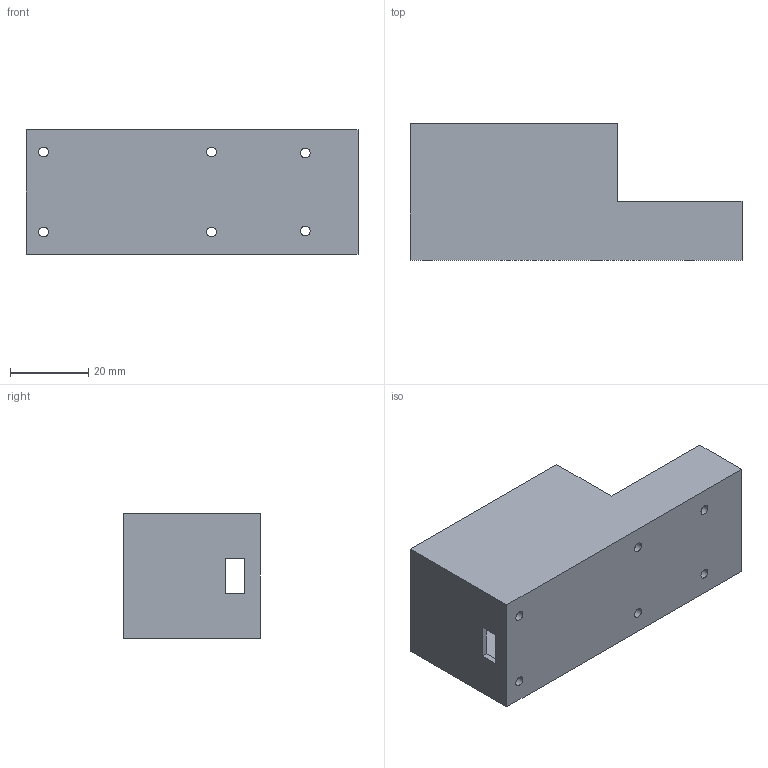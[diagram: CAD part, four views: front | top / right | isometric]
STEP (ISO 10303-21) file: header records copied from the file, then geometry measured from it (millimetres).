
FILE_DESCRIPTION (( 'STEP AP203' ), '1' );
FILE_NAME ('caja1.STEP', '2021-04-14T23:24:54', ( '' ), ( '' ), 'SwSTEP 2.0', 'SolidWorks 2020', '' );
FILE_SCHEMA (( 'CONFIG_CONTROL_DESIGN' ));
Length unit declared in the file: millimetre
Products named in the file (1): caja1
Bounding box: 85 x 35 x 32 mm (x, y, z)
Volume: 14523 mm3; surface area: 19586.1 mm2
Topology: 1 solids, 1 shells, 85 faces, 235 edges, 156 vertices
Faces by surface type: plane 61, cylinder 24
Entity records: 2810 total; most frequent: CARTESIAN_POINT 477, ORIENTED_EDGE 470, DIRECTION 455, EDGE_CURVE 235, VECTOR 187, LINE 187, VERTEX_POINT 156, AXIS2_PLACEMENT_3D 134
